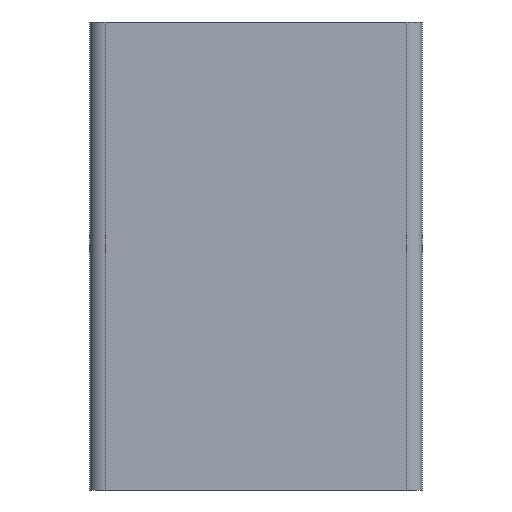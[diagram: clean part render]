
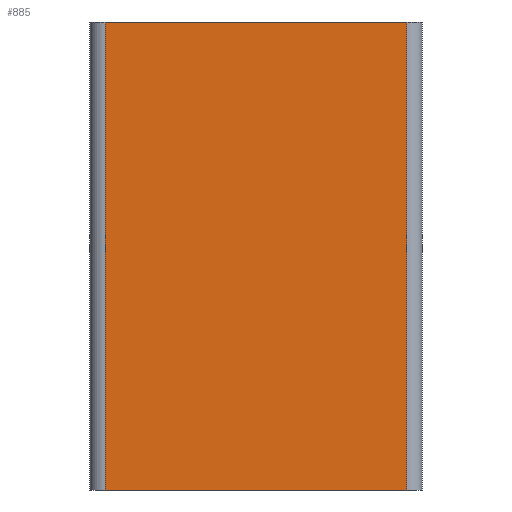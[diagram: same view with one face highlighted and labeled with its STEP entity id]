
A CAD part, front view. The second image highlights one B-rep face of the part: STEP entity #885.
In plain terms, the highlighted planar face has unit normal (0, -1, 0).
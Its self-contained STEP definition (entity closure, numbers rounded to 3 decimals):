
#111=FACE_OUTER_BOUND('',#161,.T.);
#161=EDGE_LOOP('',(#805,#806,#807,#808));
#199=LINE('',#1319,#291);
#220=LINE('',#1397,#312);
#253=LINE('',#1484,#345);
#254=LINE('',#1486,#346);
#291=VECTOR('',#1052,10.);
#312=VECTOR('',#1117,10.);
#345=VECTOR('',#1222,10.);
#346=VECTOR('',#1225,10.);
#382=VERTEX_POINT('',#1316);
#383=VERTEX_POINT('',#1318);
#417=VERTEX_POINT('',#1394);
#418=VERTEX_POINT('',#1396);
#475=EDGE_CURVE('',#383,#382,#199,.T.);
#517=EDGE_CURVE('',#417,#418,#220,.T.);
#561=EDGE_CURVE('',#418,#382,#253,.T.);
#562=EDGE_CURVE('',#383,#417,#254,.T.);
#805=ORIENTED_EDGE('',*,*,#561,.F.);
#806=ORIENTED_EDGE('',*,*,#517,.F.);
#807=ORIENTED_EDGE('',*,*,#562,.F.);
#808=ORIENTED_EDGE('',*,*,#475,.T.);
#846=PLANE('',#982);
#885=ADVANCED_FACE('',(#111),#846,.T.);
#982=AXIS2_PLACEMENT_3D('',#1485,#1223,#1224);
#1052=DIRECTION('',(1.,0.,0.));
#1117=DIRECTION('',(1.,0.,0.));
#1222=DIRECTION('',(0.,0.,-1.));
#1223=DIRECTION('center_axis',(0.,-1.,0.));
#1224=DIRECTION('ref_axis',(1.,0.,0.));
#1225=DIRECTION('',(0.,0.,1.));
#1316=CARTESIAN_POINT('',(32.25,-13.25,0.));
#1318=CARTESIAN_POINT('',(-32.25,-13.25,0.));
#1319=CARTESIAN_POINT('',(-35.5,-13.25,0.));
#1394=CARTESIAN_POINT('',(-32.25,-13.25,100.));
#1396=CARTESIAN_POINT('',(32.25,-13.25,100.));
#1397=CARTESIAN_POINT('',(-35.5,-13.25,100.));
#1484=CARTESIAN_POINT('',(32.25,-13.25,0.));
#1485=CARTESIAN_POINT('Origin',(-35.5,-13.25,0.));
#1486=CARTESIAN_POINT('',(-32.25,-13.25,0.));
